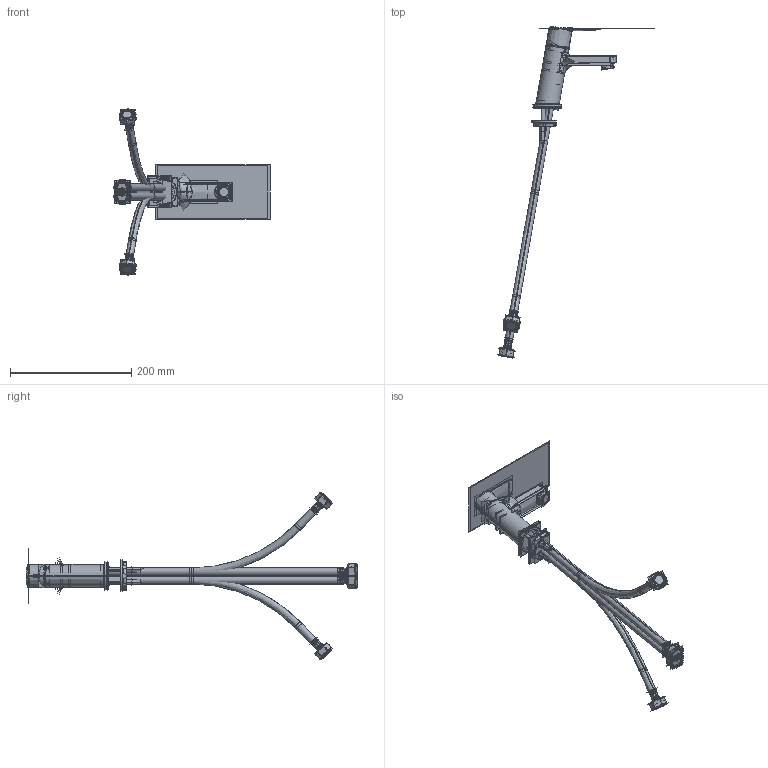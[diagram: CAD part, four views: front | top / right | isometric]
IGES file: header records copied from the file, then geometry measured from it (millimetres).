
Start section:  PTC IGES file: ZR06_114DNC.igs
Global section: file name: ZR06_114DNC.igs; native system: Pro/ENGINEER by Parametric Technology Corporation; preprocessor: 2009360; author: user152; organization: Unknown; date: 20200401.083446; units: millimetre
Bounding box: 257.59 x 547.33 x 276.51 mm (x, y, z)
Volume: 220618.3 mm3; surface area: 1626968.4 mm2
Topology: 18 solids, 39 shells, 3110 faces, 16791 edges, 21911 vertices
Faces by surface type: revolution 1906, bspline 1204
